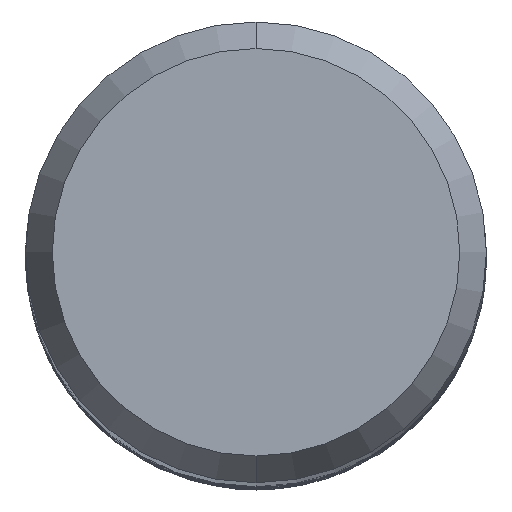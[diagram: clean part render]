
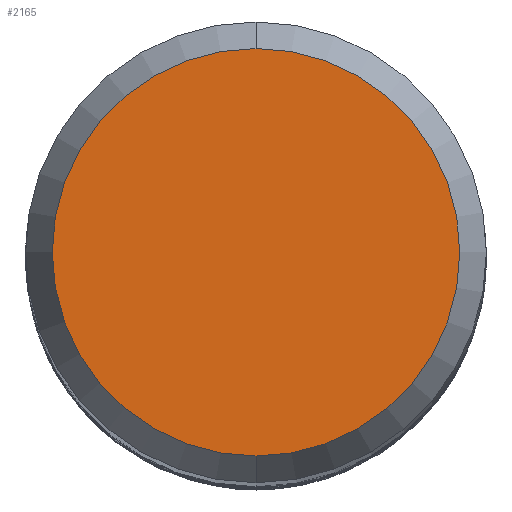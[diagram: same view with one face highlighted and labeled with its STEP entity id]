
A CAD part, top view. The second image highlights one B-rep face of the part: STEP entity #2165.
In plain terms, the highlighted planar face has unit normal (0, 0, 1).
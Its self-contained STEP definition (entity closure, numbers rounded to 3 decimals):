
#2043=VERTEX_POINT('',#4271);
#2165=ADVANCED_FACE('',(#4407),#4408,.T.);
#2641=VERTEX_POINT('',#4929);
#2725=EDGE_CURVE('',#2641,#2043,#5024,.T.);
#2899=EDGE_CURVE('',#2043,#2641,#5211,.T.);
#4271=CARTESIAN_POINT('',(0.,-3.538,0.0));
#4407=FACE_OUTER_BOUND('',#19799,.T.);
#4408=PLANE('',#19800);
#4929=CARTESIAN_POINT('',(0.0,3.538,0.0));
#5024=CIRCLE('',#27147,3.538);
#5211=CIRCLE('',#29215,3.538);
#19799=EDGE_LOOP('',(#33281,#33282));
#19800=AXIS2_PLACEMENT_3D('',#33283,#33284,#33285);
#27147=AXIS2_PLACEMENT_3D('',#34041,#34042,#34043);
#29215=AXIS2_PLACEMENT_3D('',#34223,#34224,#34225);
#33281=ORIENTED_EDGE('',*,*,#2725,.F.);
#33282=ORIENTED_EDGE('',*,*,#2899,.F.);
#33283=CARTESIAN_POINT('',(0.0,1.769,0.0));
#33284=DIRECTION('',(-0.0,0.0,1.0));
#33285=DIRECTION('',(0.0,-1.0,0.0));
#34041=CARTESIAN_POINT('',(0.0,0.0,0.0));
#34042=DIRECTION('',(0.0,0.0,-1.0));
#34043=DIRECTION('',(0.0,1.0,0.0));
#34223=CARTESIAN_POINT('',(0.0,0.0,0.0));
#34224=DIRECTION('',(0.0,0.0,-1.0));
#34225=DIRECTION('',(0.0,1.0,0.0));
